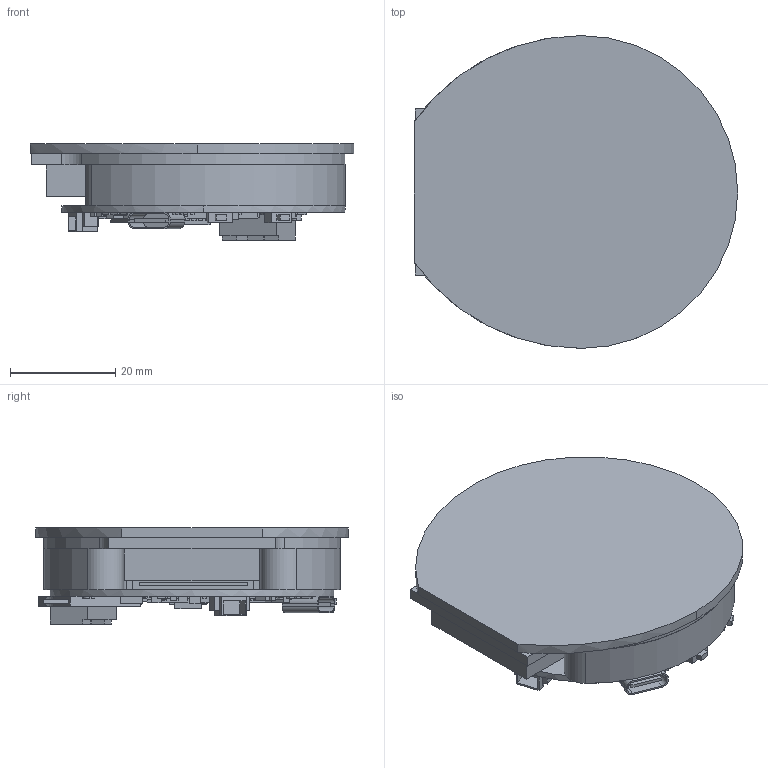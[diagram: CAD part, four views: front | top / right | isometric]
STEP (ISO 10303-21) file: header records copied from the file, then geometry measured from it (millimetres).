
FILE_DESCRIPTION((''),'2;1');
FILE_NAME('T_RGB-LCD_ASM','2024-01-17T17:04:24',('HR'),(''),'CREO PARAMETRIC BY PTC INC, 2019010','CREO PARAMETRIC BY PTC INC, 2019010','');
FILE_SCHEMA(('AUTOMOTIVE_DESIGN { 1 0 10303 214 1 1 1 1 }'));
Length unit declared in the file: millimetre
Products named in the file (5): LCD_BH021; T_RGB-V1_0; T_RGB_COVA; 0-00; T_RGB-LCD_ASM
Assembly tree (4 placements, depth 2):
  T_RGB-LCD_ASM
    LCD_BH021
    T_RGB-V1_0
    T_RGB_COVA
    0-00
Bounding box: 61.5 x 59.5 x 18.3 mm (x, y, z)
Volume: 31799.2 mm3; surface area: 21298.2 mm2
Topology: 4 solids, 4 shells, 1334 faces, 3614 edges, 2404 vertices
Faces by surface type: plane 1284, cylinder 50
Entity records: 41961 total; most frequent: CARTESIAN_POINT 7383, ORIENTED_EDGE 7228, DIRECTION 6409, EDGE_CURVE 3614, VECTOR 3499, LINE 3499, VERTEX_POINT 2404, EDGE_LOOP 1534
